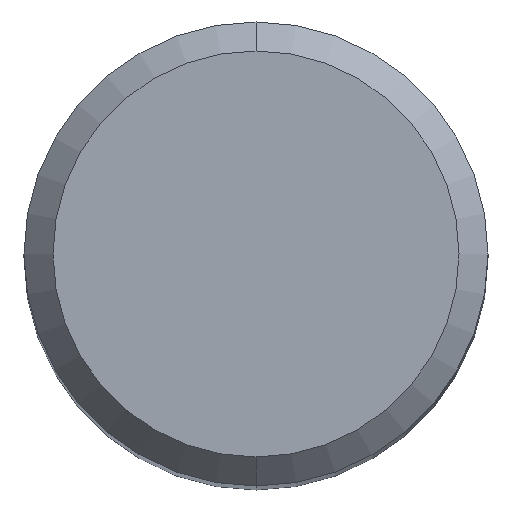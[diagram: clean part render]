
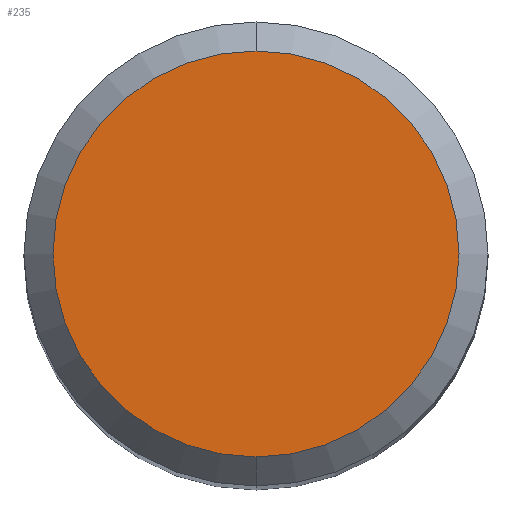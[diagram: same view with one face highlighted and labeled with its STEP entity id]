
A CAD part, top view. The second image highlights one B-rep face of the part: STEP entity #235.
In plain terms, the highlighted planar face has unit normal (0, 0, 1).
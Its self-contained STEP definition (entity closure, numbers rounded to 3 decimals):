
#235=ADVANCED_FACE('',(#622),#623,.T.);
#239=EDGE_CURVE('',#531,#563,#627,.T.);
#271=EDGE_CURVE('',#563,#531,#662,.T.);
#531=VERTEX_POINT('',#954);
#563=VERTEX_POINT('',#986);
#622=FACE_OUTER_BOUND('',#1069,.T.);
#623=PLANE('',#1070);
#627=CIRCLE('',#1075,2.8);
#662=CIRCLE('',#1119,2.8);
#954=CARTESIAN_POINT('',(0.0,2.8,0.0));
#986=CARTESIAN_POINT('',(0.,-2.8,0.0));
#1069=EDGE_LOOP('',(#1792,#1793));
#1070=AXIS2_PLACEMENT_3D('',#1794,#1795,#1796);
#1075=AXIS2_PLACEMENT_3D('',#1797,#1798,#1799);
#1119=AXIS2_PLACEMENT_3D('',#1834,#1835,#1836);
#1792=ORIENTED_EDGE('',*,*,#239,.F.);
#1793=ORIENTED_EDGE('',*,*,#271,.F.);
#1794=CARTESIAN_POINT('',(0.0,1.4,0.0));
#1795=DIRECTION('',(-0.0,0.0,1.0));
#1796=DIRECTION('',(0.0,-1.0,0.0));
#1797=CARTESIAN_POINT('',(0.0,0.0,0.0));
#1798=DIRECTION('',(0.0,0.0,-1.0));
#1799=DIRECTION('',(0.0,1.0,0.0));
#1834=CARTESIAN_POINT('',(0.0,0.0,0.0));
#1835=DIRECTION('',(0.0,0.0,-1.0));
#1836=DIRECTION('',(0.0,1.0,0.0));
